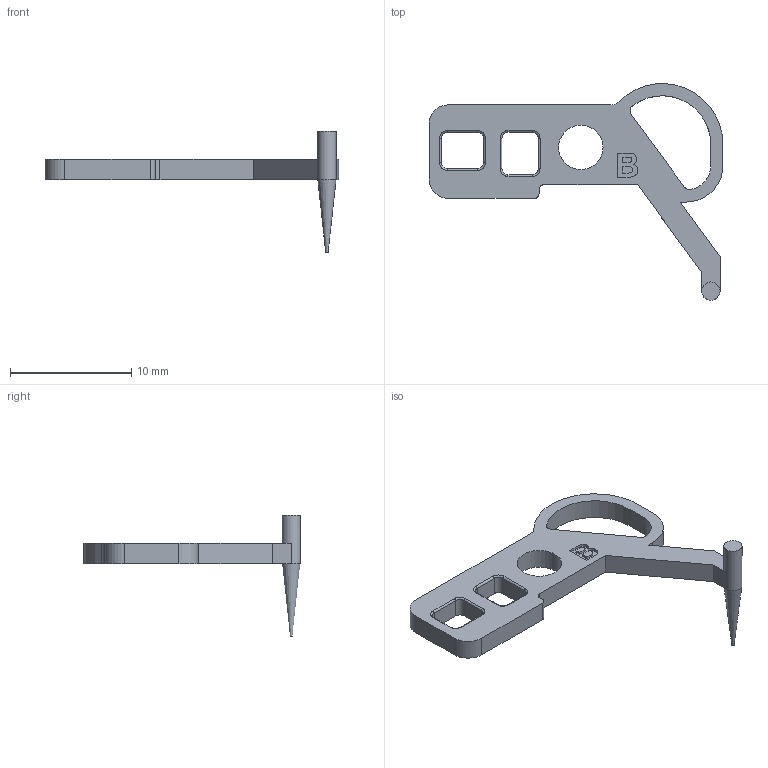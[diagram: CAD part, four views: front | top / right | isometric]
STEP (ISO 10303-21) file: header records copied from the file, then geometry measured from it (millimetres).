
FILE_DESCRIPTION(/* description */ (''),/* implementation_level */ '2;1');
FILE_NAME(/* name */ '0251-900-04_FR.step',/* time_stamp */ '2025-07-21T15:58:52+02:00',/* author */ (''),/* organization */ (''),/* preprocessor_version */ 'ST-DEVELOPER v20.1',/* originating_system */ 'Autodesk Translation Framework v14.10.0.0',/* authorisation */ '');
FILE_SCHEMA (('AUTOMOTIVE_DESIGN { 1 0 10303 214 3 1 1 }'));
Length unit declared in the file: millimetre
Products named in the file (1): FusionComponent
Bounding box: 24.2 x 17.83 x 10 mm (x, y, z)
Volume: 238.5 mm3; surface area: 533.1 mm2
Topology: 1 solids, 1 shells, 100 faces, 265 edges, 170 vertices
Faces by surface type: bspline 40, plane 38, cylinder 21, cone 1
Full cylindrical faces by diameter (mm): 1.5 x1, 3.66 x1
Entity records: 3766 total; most frequent: CARTESIAN_POINT 1480, ORIENTED_EDGE 530, DIRECTION 344, EDGE_CURVE 265, VERTEX_POINT 170, LINE 148, VECTOR 148, EDGE_LOOP 111
